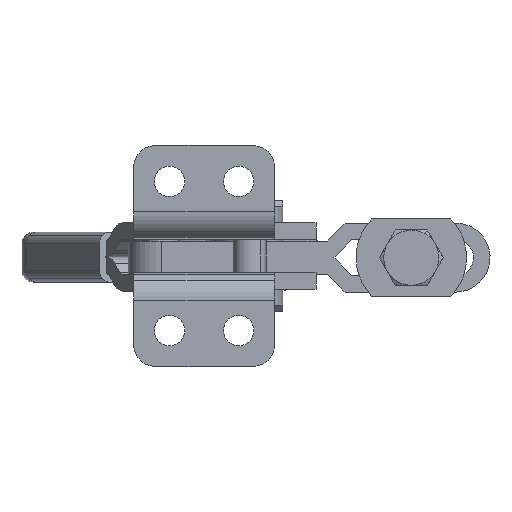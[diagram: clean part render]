
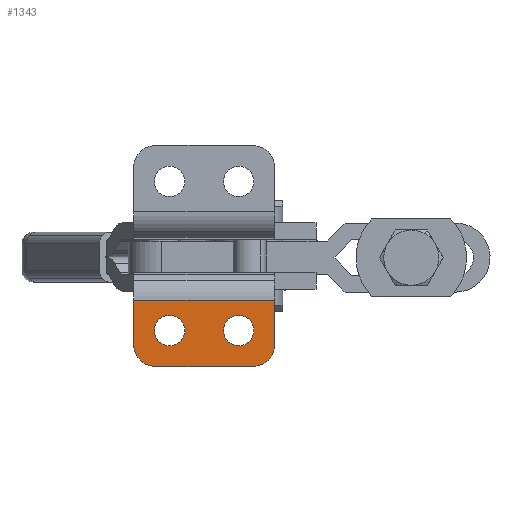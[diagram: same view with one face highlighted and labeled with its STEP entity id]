
A CAD part, front view. The second image highlights one B-rep face of the part: STEP entity #1343.
In plain terms, the highlighted planar face has unit normal (0, -1, 0).
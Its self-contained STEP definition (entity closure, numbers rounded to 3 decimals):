
#740=CARTESIAN_POINT('',(-1080.915,505.514,-313.733));
#741=VERTEX_POINT('',#740);
#750=CARTESIAN_POINT('',(-1086.415,505.514,-313.733));
#751=VERTEX_POINT('',#750);
#752=CARTESIAN_POINT('',(-1083.665,505.514,-313.733));
#753=DIRECTION('',(0.0,1.0,0.0));
#754=DIRECTION('',(1.0,0.0,0.0));
#755=AXIS2_PLACEMENT_3D('',#752,#753,#754);
#756=CIRCLE('',#755,2.75);
#757=EDGE_CURVE('',#751,#741,#756,.T.);
#782=CARTESIAN_POINT('',(-1068.415,505.514,-313.733));
#783=VERTEX_POINT('',#782);
#792=CARTESIAN_POINT('',(-1073.915,505.514,-313.733));
#793=VERTEX_POINT('',#792);
#794=CARTESIAN_POINT('',(-1071.165,505.514,-313.733));
#795=DIRECTION('',(0.0,1.0,0.0));
#796=DIRECTION('',(1.0,0.0,0.0));
#797=AXIS2_PLACEMENT_3D('',#794,#795,#796);
#798=CIRCLE('',#797,2.75);
#799=EDGE_CURVE('',#793,#783,#798,.T.);
#826=CARTESIAN_POINT('',(-1065.836,505.514,-319.061));
#827=VERTEX_POINT('',#826);
#843=CARTESIAN_POINT('',(-1064.665,505.514,-316.233));
#844=VERTEX_POINT('',#843);
#851=CARTESIAN_POINT('',(-1068.665,505.514,-316.233));
#852=DIRECTION('',(0.,1.0,0.));
#853=DIRECTION('',(0.707,0.,-0.707));
#854=AXIS2_PLACEMENT_3D('',#851,#852,#853);
#855=CIRCLE('',#854,4.0);
#856=EDGE_CURVE('',#844,#827,#855,.T.);
#866=CARTESIAN_POINT('',(-1088.993,505.514,-319.061));
#867=VERTEX_POINT('',#866);
#876=CARTESIAN_POINT('',(-1090.165,505.514,-316.233));
#877=VERTEX_POINT('',#876);
#878=CARTESIAN_POINT('',(-1086.165,505.514,-316.233));
#879=DIRECTION('',(0.,1.0,0.));
#880=DIRECTION('',(-0.707,0.,-0.707));
#881=AXIS2_PLACEMENT_3D('',#878,#879,#880);
#882=CIRCLE('',#881,4.0);
#883=EDGE_CURVE('',#867,#877,#882,.T.);
#1258=CARTESIAN_POINT('',(-1086.165,505.514,-320.233));
#1259=VERTEX_POINT('',#1258);
#1266=CARTESIAN_POINT('',(-1086.165,505.514,-316.233));
#1267=DIRECTION('',(0.,1.0,0.));
#1268=DIRECTION('',(-0.707,0.,-0.707));
#1269=AXIS2_PLACEMENT_3D('',#1266,#1267,#1268);
#1270=CIRCLE('',#1269,4.0);
#1271=EDGE_CURVE('',#1259,#867,#1270,.T.);
#1276=CARTESIAN_POINT('',(-1064.665,505.514,-308.233));
#1277=DIRECTION('',(0.0,-1.0,0.0));
#1278=DIRECTION('',(1.0,0.0,0.0));
#1279=AXIS2_PLACEMENT_3D('',#1276,#1277,#1278);
#1280=PLANE('',#1279);
#1281=ORIENTED_EDGE('',*,*,#1271,.F.);
#1282=CARTESIAN_POINT('',(-1068.665,505.514,-320.233));
#1283=VERTEX_POINT('',#1282);
#1284=CARTESIAN_POINT('',(-1068.665,505.514,-320.233));
#1285=DIRECTION('',(-1.0,0.0,0.0));
#1286=VECTOR('',#1285,17.5);
#1287=LINE('',#1284,#1286);
#1288=EDGE_CURVE('',#1283,#1259,#1287,.T.);
#1289=ORIENTED_EDGE('',*,*,#1288,.F.);
#1290=CARTESIAN_POINT('',(-1068.665,505.514,-316.233));
#1291=DIRECTION('',(0.,1.0,0.));
#1292=DIRECTION('',(0.707,0.,-0.707));
#1293=AXIS2_PLACEMENT_3D('',#1290,#1291,#1292);
#1294=CIRCLE('',#1293,4.0);
#1295=EDGE_CURVE('',#827,#1283,#1294,.T.);
#1296=ORIENTED_EDGE('',*,*,#1295,.F.);
#1297=ORIENTED_EDGE('',*,*,#856,.F.);
#1298=CARTESIAN_POINT('',(-1064.665,505.514,-308.233));
#1299=VERTEX_POINT('',#1298);
#1300=CARTESIAN_POINT('',(-1064.665,505.514,-316.233));
#1301=DIRECTION('',(0.0,0.0,1.0));
#1302=VECTOR('',#1301,8.);
#1303=LINE('',#1300,#1302);
#1304=EDGE_CURVE('',#844,#1299,#1303,.T.);
#1305=ORIENTED_EDGE('',*,*,#1304,.T.);
#1306=CARTESIAN_POINT('',(-1090.165,505.514,-308.233));
#1307=VERTEX_POINT('',#1306);
#1308=CARTESIAN_POINT('',(-1064.665,505.514,-308.233));
#1309=DIRECTION('',(-1.0,0.0,0.0));
#1310=VECTOR('',#1309,25.5);
#1311=LINE('',#1308,#1310);
#1312=EDGE_CURVE('',#1299,#1307,#1311,.T.);
#1313=ORIENTED_EDGE('',*,*,#1312,.T.);
#1314=CARTESIAN_POINT('',(-1090.165,505.514,-308.233));
#1315=DIRECTION('',(0.0,0.0,-1.0));
#1316=VECTOR('',#1315,8.);
#1317=LINE('',#1314,#1316);
#1318=EDGE_CURVE('',#1307,#877,#1317,.T.);
#1319=ORIENTED_EDGE('',*,*,#1318,.T.);
#1320=ORIENTED_EDGE('',*,*,#883,.F.);
#1321=EDGE_LOOP('',(#1281,#1289,#1296,#1297,#1305,#1313,#1319,#1320));
#1322=FACE_OUTER_BOUND('',#1321,.T.);
#1323=ORIENTED_EDGE('',*,*,#799,.T.);
#1324=CARTESIAN_POINT('',(-1071.165,505.514,-313.733));
#1325=DIRECTION('',(0.0,1.0,0.0));
#1326=DIRECTION('',(1.0,0.0,0.0));
#1327=AXIS2_PLACEMENT_3D('',#1324,#1325,#1326);
#1328=CIRCLE('',#1327,2.75);
#1329=EDGE_CURVE('',#783,#793,#1328,.T.);
#1330=ORIENTED_EDGE('',*,*,#1329,.T.);
#1331=EDGE_LOOP('',(#1323,#1330));
#1332=FACE_BOUND('',#1331,.T.);
#1333=ORIENTED_EDGE('',*,*,#757,.T.);
#1334=CARTESIAN_POINT('',(-1083.665,505.514,-313.733));
#1335=DIRECTION('',(0.0,1.0,0.0));
#1336=DIRECTION('',(1.0,0.0,0.0));
#1337=AXIS2_PLACEMENT_3D('',#1334,#1335,#1336);
#1338=CIRCLE('',#1337,2.75);
#1339=EDGE_CURVE('',#741,#751,#1338,.T.);
#1340=ORIENTED_EDGE('',*,*,#1339,.T.);
#1341=EDGE_LOOP('',(#1333,#1340));
#1342=FACE_BOUND('',#1341,.T.);
#1343=ADVANCED_FACE('',(#1322,#1332,#1342),#1280,.T.);
